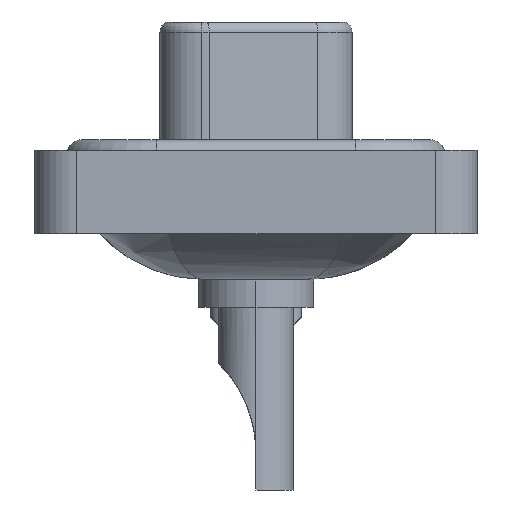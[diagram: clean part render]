
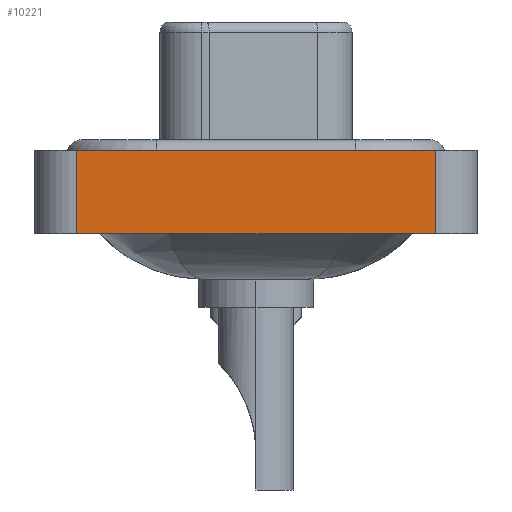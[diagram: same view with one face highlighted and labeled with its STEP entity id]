
A CAD part, left-side view. The second image highlights one B-rep face of the part: STEP entity #10221.
In plain terms, the highlighted planar face has unit normal (-1, 0, 0).
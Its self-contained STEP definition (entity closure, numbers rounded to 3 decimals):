
#629 = LINE ( 'NONE', #4807, #13388 ) ;
#948 = AXIS2_PLACEMENT_3D ( 'NONE', #1244, #1536, #7296 ) ;
#1183 = ORIENTED_EDGE ( 'NONE', *, *, #11411, .F. ) ;
#1226 = EDGE_CURVE ( 'NONE', #5601, #2267, #5074, .T. ) ;
#1244 = CARTESIAN_POINT ( 'NONE',  ( -7.3, -8.55, -3.6 ) ) ;
#1323 = CARTESIAN_POINT ( 'NONE',  ( -7.3, -8.55, -3.6 ) ) ;
#1357 = VERTEX_POINT ( 'NONE', #2889 ) ;
#1417 = CARTESIAN_POINT ( 'NONE',  ( -7.3, -8.55, -3.6 ) ) ;
#1536 = DIRECTION ( 'NONE',  ( -1., 0., 0. ) ) ;
#2267 = VERTEX_POINT ( 'NONE', #1417 ) ;
#2806 = DIRECTION ( 'NONE',  ( 0., 0., 1. ) ) ;
#2889 = CARTESIAN_POINT ( 'NONE',  ( -7.3, -8.55, 0.4 ) ) ;
#3250 = ORIENTED_EDGE ( 'NONE', *, *, #13478, .F. ) ;
#4228 = FACE_OUTER_BOUND ( 'NONE', #19425, .T. ) ;
#4807 = CARTESIAN_POINT ( 'NONE',  ( -7.3, -8.55, 0.4 ) ) ;
#5074 = LINE ( 'NONE', #5479, #11454 ) ;
#5265 = ORIENTED_EDGE ( 'NONE', *, *, #7229, .T. ) ;
#5479 = CARTESIAN_POINT ( 'NONE',  ( -7.3, -8.55, -3.6 ) ) ;
#5601 = VERTEX_POINT ( 'NONE', #15662 ) ;
#5718 = VECTOR ( 'NONE', #2806, 1000. ) ;
#6611 = LINE ( 'NONE', #12651, #6954 ) ;
#6954 = VECTOR ( 'NONE', #18695, 1000. ) ;
#7229 = EDGE_CURVE ( 'NONE', #2267, #1357, #19345, .T. ) ;
#7296 = DIRECTION ( 'NONE',  ( 0., 0., 1. ) ) ;
#10221 = ADVANCED_FACE ( 'NONE', ( #4228 ), #17892, .T. ) ;
#10933 = DIRECTION ( 'NONE',  ( 0., -1., 0. ) ) ;
#11411 = EDGE_CURVE ( 'NONE', #5601, #13748, #6611, .T. ) ;
#11454 = VECTOR ( 'NONE', #17141, 1000. ) ;
#12651 = CARTESIAN_POINT ( 'NONE',  ( -7.3, 8.55, -3.6 ) ) ;
#13388 = VECTOR ( 'NONE', #10933, 1000. ) ;
#13478 = EDGE_CURVE ( 'NONE', #13748, #1357, #629, .T. ) ;
#13748 = VERTEX_POINT ( 'NONE', #15512 ) ;
#15512 = CARTESIAN_POINT ( 'NONE',  ( -7.3, 8.55, 0.4 ) ) ;
#15662 = CARTESIAN_POINT ( 'NONE',  ( -7.3, 8.55, -3.6 ) ) ;
#16675 = ORIENTED_EDGE ( 'NONE', *, *, #1226, .T. ) ;
#17141 = DIRECTION ( 'NONE',  ( 0., -1., 0. ) ) ;
#17892 = PLANE ( 'NONE',  #948 ) ;
#18695 = DIRECTION ( 'NONE',  ( 0., 0., 1. ) ) ;
#19345 = LINE ( 'NONE', #1323, #5718 ) ;
#19425 = EDGE_LOOP ( 'NONE', ( #5265, #3250, #1183, #16675 ) ) ;
